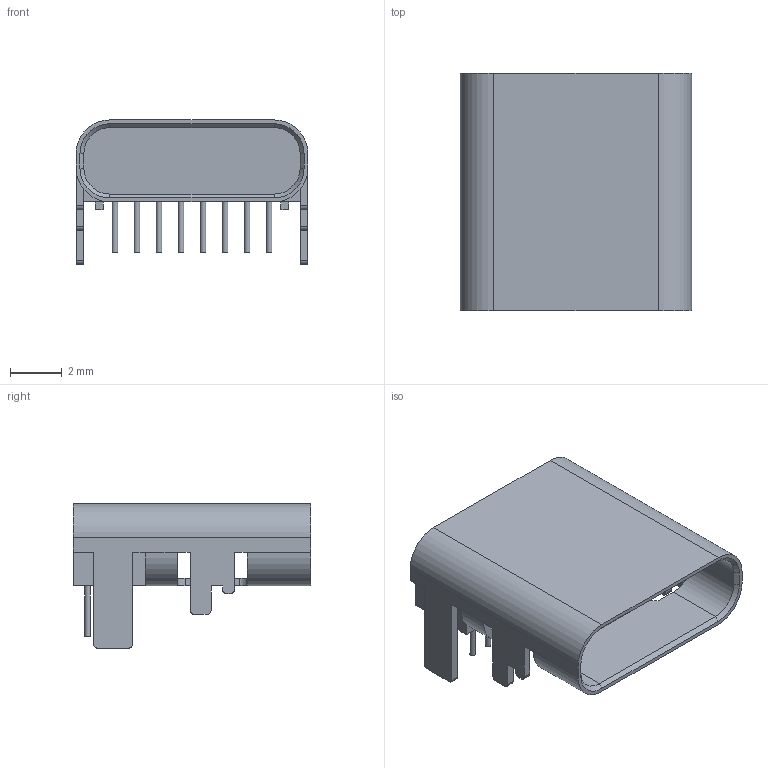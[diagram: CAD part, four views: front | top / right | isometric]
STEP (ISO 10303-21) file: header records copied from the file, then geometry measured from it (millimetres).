
FILE_DESCRIPTION(/* description */ ('STEP AP242','CAx-IF Rec.Pracs.---Representation and Presentation of Product Manufacturing Information (PMI)---4.0---2014-10-13','CAx-IF Rec.Pracs.---3D Tessellated Geometry---0.4---2014-09-14','2;1'),/* implementation_level */ '2;1');
FILE_NAME(/* name */ '657cfd0b70f3a20c7763f807',/* time_stamp */ '2023-12-16T01:27:40Z',/* author */ (''),/* organization */ (''),/* preprocessor_version */ 'ST-DEVELOPER v19.4',/* originating_system */ ' ',/* authorisation */ ' ');
FILE_SCHEMA (('AP242_MANAGED_MODEL_BASED_3D_ENGINEERING_MIM_LF { 1 0 10303 442 1 1 4 }'));
Length unit declared in the file: metre
Products named in the file (3): USB4085; Pins & Plastic; Metal Casing
Assembly tree (2 placements, depth 2):
  USB4085
    Pins & Plastic
    Metal Casing
Bounding box: 8.94 x 9.17 x 5.56 mm (x, y, z)
Volume: 109.6 mm3; surface area: 489.3 mm2
Topology: 2 solids, 2 shells, 138 faces, 339 edges, 218 vertices
Faces by surface type: plane 86, cylinder 46, cone 6
Full cylindrical faces by diameter (mm): 0.22 x16
Entity records: 4051 total; most frequent: DIRECTION 705, CARTESIAN_POINT 682, ORIENTED_EDGE 646, EDGE_CURVE 323, AXIS2_PLACEMENT_3D 241, LINE 223, VECTOR 223, VERTEX_POINT 218
